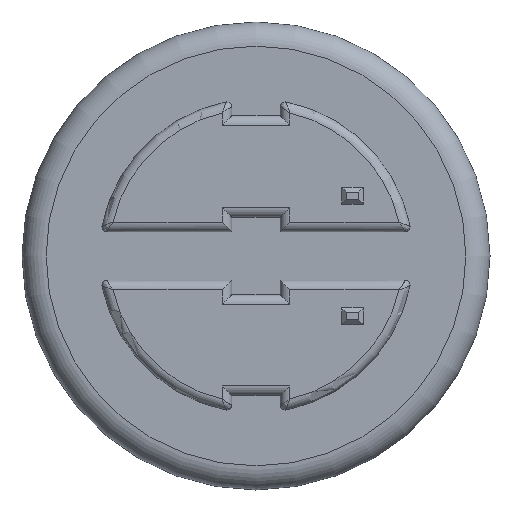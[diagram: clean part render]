
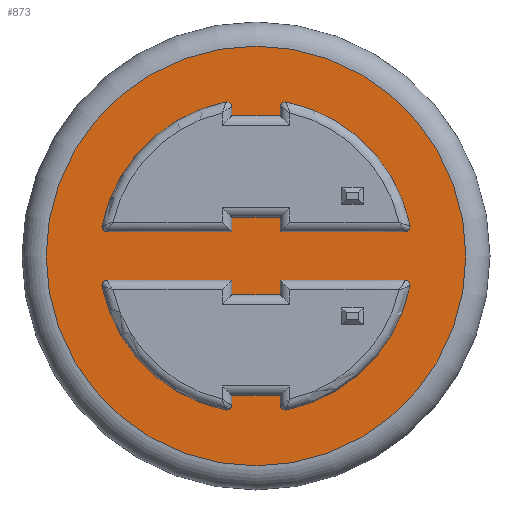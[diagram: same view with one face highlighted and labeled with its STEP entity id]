
A CAD part, front view. The second image highlights one B-rep face of the part: STEP entity #873.
In plain terms, the highlighted planar face has unit normal (0, -1, 0).
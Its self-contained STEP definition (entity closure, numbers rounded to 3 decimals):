
#50=FACE_BOUND('',#302,.T.);
#51=FACE_BOUND('',#303,.T.);
#55=PLANE('',#949);
#79=LINE('',#1297,#153);
#80=LINE('',#1305,#154);
#81=LINE('',#1307,#155);
#82=LINE('',#1309,#156);
#83=LINE('',#1311,#157);
#84=LINE('',#1313,#158);
#85=LINE('',#1321,#159);
#86=LINE('',#1322,#160);
#87=LINE('',#1325,#161);
#88=LINE('',#1327,#162);
#89=LINE('',#1329,#163);
#90=LINE('',#1337,#164);
#91=LINE('',#1339,#165);
#92=LINE('',#1341,#166);
#93=LINE('',#1343,#167);
#94=LINE('',#1345,#168);
#153=VECTOR('',#1050,10.);
#154=VECTOR('',#1057,10.);
#155=VECTOR('',#1058,10.);
#156=VECTOR('',#1059,10.);
#157=VECTOR('',#1060,10.);
#158=VECTOR('',#1061,10.);
#159=VECTOR('',#1068,10.);
#160=VECTOR('',#1069,10.);
#161=VECTOR('',#1070,10.);
#162=VECTOR('',#1071,10.);
#163=VECTOR('',#1072,10.);
#164=VECTOR('',#1079,10.);
#165=VECTOR('',#1080,10.);
#166=VECTOR('',#1081,10.);
#167=VECTOR('',#1082,10.);
#168=VECTOR('',#1083,10.);
#246=FACE_OUTER_BOUND('',#301,.T.);
#301=EDGE_LOOP('',(#611,#612));
#302=EDGE_LOOP('',(#613,#614,#615,#616,#617,#618,#619,#620,#621,#622,#623,
#624,#625,#626));
#303=EDGE_LOOP('',(#627,#628,#629,#630,#631,#632,#633,#634,#635,#636,#637,
#638,#639,#640));
#361=CIRCLE('',#943,4.35);
#362=CIRCLE('',#944,4.35);
#366=CIRCLE('',#950,0.1);
#367=CIRCLE('',#951,3.25);
#368=CIRCLE('',#952,0.1);
#369=CIRCLE('',#953,0.1);
#370=CIRCLE('',#954,3.25);
#371=CIRCLE('',#955,0.1);
#372=CIRCLE('',#956,0.1);
#373=CIRCLE('',#957,3.25);
#374=CIRCLE('',#958,0.1);
#375=CIRCLE('',#959,0.1);
#376=CIRCLE('',#960,3.25);
#377=CIRCLE('',#961,0.1);
#389=VERTEX_POINT('',#1282);
#390=VERTEX_POINT('',#1284);
#393=VERTEX_POINT('',#1295);
#394=VERTEX_POINT('',#1296);
#395=VERTEX_POINT('',#1298);
#396=VERTEX_POINT('',#1300);
#397=VERTEX_POINT('',#1302);
#398=VERTEX_POINT('',#1304);
#399=VERTEX_POINT('',#1306);
#400=VERTEX_POINT('',#1308);
#401=VERTEX_POINT('',#1310);
#402=VERTEX_POINT('',#1312);
#403=VERTEX_POINT('',#1314);
#404=VERTEX_POINT('',#1316);
#405=VERTEX_POINT('',#1318);
#406=VERTEX_POINT('',#1320);
#407=VERTEX_POINT('',#1323);
#408=VERTEX_POINT('',#1324);
#409=VERTEX_POINT('',#1326);
#410=VERTEX_POINT('',#1328);
#411=VERTEX_POINT('',#1330);
#412=VERTEX_POINT('',#1332);
#413=VERTEX_POINT('',#1334);
#414=VERTEX_POINT('',#1336);
#415=VERTEX_POINT('',#1338);
#416=VERTEX_POINT('',#1340);
#417=VERTEX_POINT('',#1342);
#418=VERTEX_POINT('',#1344);
#419=VERTEX_POINT('',#1346);
#420=VERTEX_POINT('',#1348);
#471=EDGE_CURVE('',#389,#390,#361,.T.);
#472=EDGE_CURVE('',#390,#389,#362,.T.);
#477=EDGE_CURVE('',#393,#394,#79,.T.);
#478=EDGE_CURVE('',#394,#395,#366,.T.);
#479=EDGE_CURVE('',#395,#396,#367,.T.);
#480=EDGE_CURVE('',#396,#397,#368,.T.);
#481=EDGE_CURVE('',#397,#398,#80,.T.);
#482=EDGE_CURVE('',#398,#399,#81,.T.);
#483=EDGE_CURVE('',#399,#400,#82,.T.);
#484=EDGE_CURVE('',#400,#401,#83,.T.);
#485=EDGE_CURVE('',#401,#402,#84,.T.);
#486=EDGE_CURVE('',#402,#403,#369,.T.);
#487=EDGE_CURVE('',#403,#404,#370,.T.);
#488=EDGE_CURVE('',#404,#405,#371,.T.);
#489=EDGE_CURVE('',#405,#406,#85,.T.);
#490=EDGE_CURVE('',#406,#393,#86,.T.);
#491=EDGE_CURVE('',#407,#408,#87,.T.);
#492=EDGE_CURVE('',#408,#409,#88,.T.);
#493=EDGE_CURVE('',#409,#410,#89,.T.);
#494=EDGE_CURVE('',#410,#411,#372,.T.);
#495=EDGE_CURVE('',#411,#412,#373,.T.);
#496=EDGE_CURVE('',#412,#413,#374,.T.);
#497=EDGE_CURVE('',#413,#414,#90,.T.);
#498=EDGE_CURVE('',#414,#415,#91,.T.);
#499=EDGE_CURVE('',#415,#416,#92,.T.);
#500=EDGE_CURVE('',#416,#417,#93,.T.);
#501=EDGE_CURVE('',#417,#418,#94,.T.);
#502=EDGE_CURVE('',#418,#419,#375,.T.);
#503=EDGE_CURVE('',#419,#420,#376,.T.);
#504=EDGE_CURVE('',#420,#407,#377,.T.);
#611=ORIENTED_EDGE('',*,*,#472,.F.);
#612=ORIENTED_EDGE('',*,*,#471,.F.);
#613=ORIENTED_EDGE('',*,*,#477,.T.);
#614=ORIENTED_EDGE('',*,*,#478,.T.);
#615=ORIENTED_EDGE('',*,*,#479,.T.);
#616=ORIENTED_EDGE('',*,*,#480,.T.);
#617=ORIENTED_EDGE('',*,*,#481,.T.);
#618=ORIENTED_EDGE('',*,*,#482,.T.);
#619=ORIENTED_EDGE('',*,*,#483,.T.);
#620=ORIENTED_EDGE('',*,*,#484,.T.);
#621=ORIENTED_EDGE('',*,*,#485,.T.);
#622=ORIENTED_EDGE('',*,*,#486,.T.);
#623=ORIENTED_EDGE('',*,*,#487,.T.);
#624=ORIENTED_EDGE('',*,*,#488,.T.);
#625=ORIENTED_EDGE('',*,*,#489,.T.);
#626=ORIENTED_EDGE('',*,*,#490,.T.);
#627=ORIENTED_EDGE('',*,*,#491,.T.);
#628=ORIENTED_EDGE('',*,*,#492,.T.);
#629=ORIENTED_EDGE('',*,*,#493,.T.);
#630=ORIENTED_EDGE('',*,*,#494,.T.);
#631=ORIENTED_EDGE('',*,*,#495,.T.);
#632=ORIENTED_EDGE('',*,*,#496,.T.);
#633=ORIENTED_EDGE('',*,*,#497,.T.);
#634=ORIENTED_EDGE('',*,*,#498,.T.);
#635=ORIENTED_EDGE('',*,*,#499,.T.);
#636=ORIENTED_EDGE('',*,*,#500,.T.);
#637=ORIENTED_EDGE('',*,*,#501,.T.);
#638=ORIENTED_EDGE('',*,*,#502,.T.);
#639=ORIENTED_EDGE('',*,*,#503,.T.);
#640=ORIENTED_EDGE('',*,*,#504,.T.);
#873=ADVANCED_FACE('',(#246,#50,#51),#55,.F.);
#943=AXIS2_PLACEMENT_3D('',#1285,#1035,#1036);
#944=AXIS2_PLACEMENT_3D('',#1286,#1037,#1038);
#949=AXIS2_PLACEMENT_3D('',#1294,#1048,#1049);
#950=AXIS2_PLACEMENT_3D('',#1299,#1051,#1052);
#951=AXIS2_PLACEMENT_3D('',#1301,#1053,#1054);
#952=AXIS2_PLACEMENT_3D('',#1303,#1055,#1056);
#953=AXIS2_PLACEMENT_3D('',#1315,#1062,#1063);
#954=AXIS2_PLACEMENT_3D('',#1317,#1064,#1065);
#955=AXIS2_PLACEMENT_3D('',#1319,#1066,#1067);
#956=AXIS2_PLACEMENT_3D('',#1331,#1073,#1074);
#957=AXIS2_PLACEMENT_3D('',#1333,#1075,#1076);
#958=AXIS2_PLACEMENT_3D('',#1335,#1077,#1078);
#959=AXIS2_PLACEMENT_3D('',#1347,#1084,#1085);
#960=AXIS2_PLACEMENT_3D('',#1349,#1086,#1087);
#961=AXIS2_PLACEMENT_3D('',#1350,#1088,#1089);
#1035=DIRECTION('center_axis',(0.,1.,0.));
#1036=DIRECTION('ref_axis',(1.,0.,0.));
#1037=DIRECTION('center_axis',(0.,1.,0.));
#1038=DIRECTION('ref_axis',(1.,0.,0.));
#1048=DIRECTION('center_axis',(0.,1.,0.));
#1049=DIRECTION('ref_axis',(1.,0.,0.));
#1050=DIRECTION('',(0.,0.,-1.));
#1051=DIRECTION('center_axis',(0.,1.,0.));
#1052=DIRECTION('ref_axis',(1.,0.,0.));
#1053=DIRECTION('center_axis',(0.,1.,0.));
#1054=DIRECTION('ref_axis',(-0.19,0.,-0.982));
#1055=DIRECTION('center_axis',(0.,1.,0.));
#1056=DIRECTION('ref_axis',(-0.982,0.,-0.19));
#1057=DIRECTION('',(1.,0.,0.));
#1058=DIRECTION('',(0.,0.,-1.));
#1059=DIRECTION('',(1.,0.,0.));
#1060=DIRECTION('',(0.,0.,1.));
#1061=DIRECTION('',(1.,0.,0.));
#1062=DIRECTION('center_axis',(0.,1.,0.));
#1063=DIRECTION('ref_axis',(0.,0.,1.));
#1064=DIRECTION('center_axis',(0.,1.,0.));
#1065=DIRECTION('ref_axis',(0.982,0.,-0.19));
#1066=DIRECTION('center_axis',(0.,1.,0.));
#1067=DIRECTION('ref_axis',(0.19,0.,-0.982));
#1068=DIRECTION('',(0.,0.,1.));
#1069=DIRECTION('',(-1.,0.,0.));
#1070=DIRECTION('',(0.,0.,-1.));
#1071=DIRECTION('',(1.,0.,0.));
#1072=DIRECTION('',(0.,0.,1.));
#1073=DIRECTION('center_axis',(0.,1.,0.));
#1074=DIRECTION('ref_axis',(-1.,0.,0.));
#1075=DIRECTION('center_axis',(0.,1.,0.));
#1076=DIRECTION('ref_axis',(0.19,0.,0.982));
#1077=DIRECTION('center_axis',(0.,1.,0.));
#1078=DIRECTION('ref_axis',(0.982,0.,0.19));
#1079=DIRECTION('',(-1.,0.,0.));
#1080=DIRECTION('',(0.,0.,1.));
#1081=DIRECTION('',(-1.,0.,0.));
#1082=DIRECTION('',(0.,0.,-1.));
#1083=DIRECTION('',(-1.,0.,0.));
#1084=DIRECTION('center_axis',(0.,1.,0.));
#1085=DIRECTION('ref_axis',(0.,0.,-1.));
#1086=DIRECTION('center_axis',(0.,1.,0.));
#1087=DIRECTION('ref_axis',(-0.982,0.,0.19));
#1088=DIRECTION('center_axis',(0.,1.,0.));
#1089=DIRECTION('ref_axis',(-0.19,0.,0.982));
#1282=CARTESIAN_POINT('',(0.,0.,-4.35));
#1284=CARTESIAN_POINT('',(-4.35,0.,0.));
#1285=CARTESIAN_POINT('Origin',(0.,0.,0.));
#1286=CARTESIAN_POINT('Origin',(0.,0.,0.));
#1294=CARTESIAN_POINT('Origin',(0.,0.,0.));
#1295=CARTESIAN_POINT('',(-0.5,0.,-2.894));
#1296=CARTESIAN_POINT('',(-0.5,0.,-3.092));
#1297=CARTESIAN_POINT('',(-0.5,0.,-1.546));
#1298=CARTESIAN_POINT('',(-0.619,0.,-3.19));
#1299=CARTESIAN_POINT('Origin',(-0.6,0.,-3.092));
#1300=CARTESIAN_POINT('',(-3.19,0.,-0.619));
#1301=CARTESIAN_POINT('Origin',(0.,0.,0.));
#1302=CARTESIAN_POINT('',(-3.092,0.,-0.5));
#1303=CARTESIAN_POINT('Origin',(-3.092,0.,-0.6));
#1304=CARTESIAN_POINT('',(-0.5,0.,-0.5));
#1305=CARTESIAN_POINT('',(-0.25,0.,-0.5));
#1306=CARTESIAN_POINT('',(-0.5,0.,-0.8));
#1307=CARTESIAN_POINT('',(-0.5,0.,-0.4));
#1308=CARTESIAN_POINT('',(0.5,0.,-0.8));
#1309=CARTESIAN_POINT('',(0.25,0.,-0.8));
#1310=CARTESIAN_POINT('',(0.5,0.,-0.5));
#1311=CARTESIAN_POINT('',(0.5,0.,-0.25));
#1312=CARTESIAN_POINT('',(3.092,0.,-0.5));
#1313=CARTESIAN_POINT('',(1.546,0.,-0.5));
#1314=CARTESIAN_POINT('',(3.19,0.,-0.619));
#1315=CARTESIAN_POINT('Origin',(3.092,0.,-0.6));
#1316=CARTESIAN_POINT('',(0.619,0.,-3.19));
#1317=CARTESIAN_POINT('Origin',(0.,0.,0.));
#1318=CARTESIAN_POINT('',(0.5,0.,-3.092));
#1319=CARTESIAN_POINT('Origin',(0.6,0.,-3.092));
#1320=CARTESIAN_POINT('',(0.5,0.,-2.894));
#1321=CARTESIAN_POINT('',(0.5,0.,-1.447));
#1322=CARTESIAN_POINT('',(-0.25,0.,-2.894));
#1323=CARTESIAN_POINT('',(-0.5,0.,3.092));
#1324=CARTESIAN_POINT('',(-0.5,0.,2.911));
#1325=CARTESIAN_POINT('',(-0.5,0.,1.456));
#1326=CARTESIAN_POINT('',(0.5,0.,2.911));
#1327=CARTESIAN_POINT('',(0.25,0.,2.911));
#1328=CARTESIAN_POINT('',(0.5,0.,3.092));
#1329=CARTESIAN_POINT('',(0.5,0.,1.546));
#1330=CARTESIAN_POINT('',(0.619,0.,3.19));
#1331=CARTESIAN_POINT('Origin',(0.6,0.,3.092));
#1332=CARTESIAN_POINT('',(3.19,0.,0.619));
#1333=CARTESIAN_POINT('Origin',(0.,0.,0.));
#1334=CARTESIAN_POINT('',(3.092,0.,0.5));
#1335=CARTESIAN_POINT('Origin',(3.092,0.,0.6));
#1336=CARTESIAN_POINT('',(0.5,0.,0.5));
#1337=CARTESIAN_POINT('',(0.25,0.,0.5));
#1338=CARTESIAN_POINT('',(0.5,0.,0.8));
#1339=CARTESIAN_POINT('',(0.5,0.,0.4));
#1340=CARTESIAN_POINT('',(-0.5,0.,0.8));
#1341=CARTESIAN_POINT('',(-0.25,0.,0.8));
#1342=CARTESIAN_POINT('',(-0.5,0.,0.5));
#1343=CARTESIAN_POINT('',(-0.5,0.,0.25));
#1344=CARTESIAN_POINT('',(-3.092,0.,0.5));
#1345=CARTESIAN_POINT('',(-1.546,0.,0.5));
#1346=CARTESIAN_POINT('',(-3.19,0.,0.619));
#1347=CARTESIAN_POINT('Origin',(-3.092,0.,0.6));
#1348=CARTESIAN_POINT('',(-0.619,0.,3.19));
#1349=CARTESIAN_POINT('Origin',(0.,0.,0.));
#1350=CARTESIAN_POINT('Origin',(-0.6,0.,3.092));
